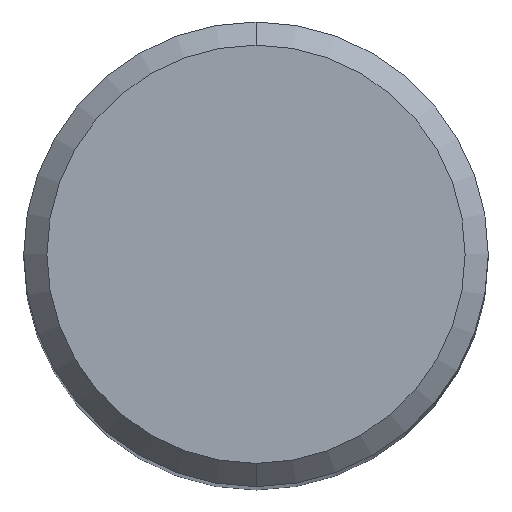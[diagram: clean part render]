
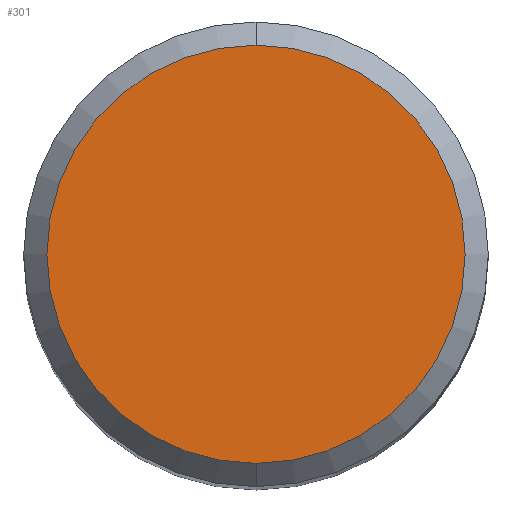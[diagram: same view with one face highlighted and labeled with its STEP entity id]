
A CAD part, top view. The second image highlights one B-rep face of the part: STEP entity #301.
In plain terms, the highlighted planar face has unit normal (0, 0, 1).
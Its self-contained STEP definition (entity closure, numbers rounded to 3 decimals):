
#219=VERTEX_POINT('',#533);
#277=VERTEX_POINT('',#600);
#301=ADVANCED_FACE('',(#625),#626,.T.);
#371=EDGE_CURVE('',#277,#219,#701,.T.);
#461=EDGE_CURVE('',#219,#277,#797,.T.);
#533=CARTESIAN_POINT('',(0.,-5.4,0.0));
#600=CARTESIAN_POINT('',(0.0,5.4,0.0));
#625=FACE_OUTER_BOUND('',#1165,.T.);
#626=PLANE('',#1166);
#701=CIRCLE('',#1321,5.4);
#797=CIRCLE('',#1504,5.4);
#1165=EDGE_LOOP('',(#1690,#1691));
#1166=AXIS2_PLACEMENT_3D('',#1692,#1693,#1694);
#1321=AXIS2_PLACEMENT_3D('',#1749,#1750,#1751);
#1504=AXIS2_PLACEMENT_3D('',#1858,#1859,#1860);
#1690=ORIENTED_EDGE('',*,*,#371,.F.);
#1691=ORIENTED_EDGE('',*,*,#461,.F.);
#1692=CARTESIAN_POINT('',(0.0,2.7,0.0));
#1693=DIRECTION('',(-0.0,0.0,1.0));
#1694=DIRECTION('',(0.0,-1.0,0.0));
#1749=CARTESIAN_POINT('',(0.0,0.0,0.0));
#1750=DIRECTION('',(0.0,0.0,-1.0));
#1751=DIRECTION('',(0.0,1.0,0.0));
#1858=CARTESIAN_POINT('',(0.0,0.0,0.0));
#1859=DIRECTION('',(0.0,0.0,-1.0));
#1860=DIRECTION('',(0.0,1.0,0.0));
